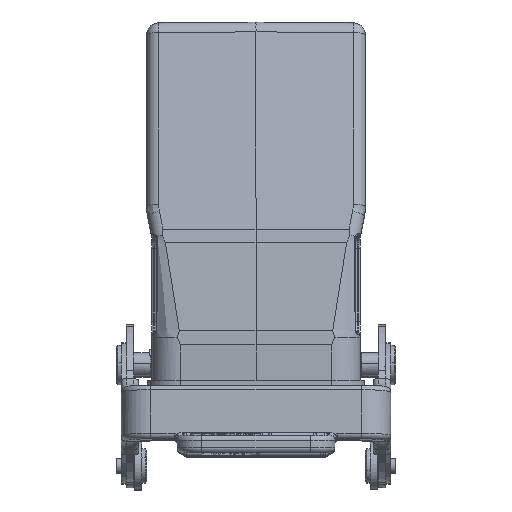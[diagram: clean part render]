
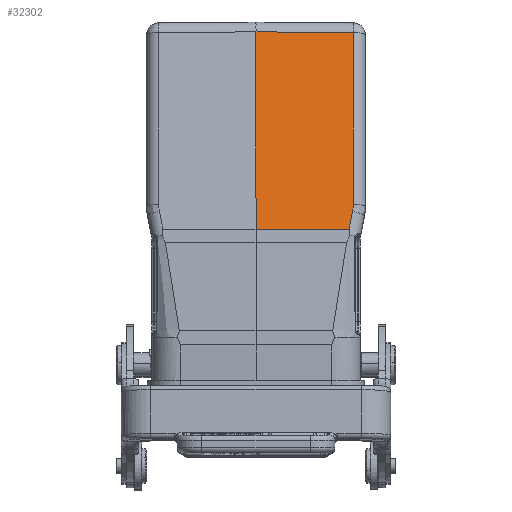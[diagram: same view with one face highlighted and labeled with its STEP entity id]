
A CAD part, top view. The second image highlights one B-rep face of the part: STEP entity #32302.
In plain terms, the highlighted planar face has unit normal (0.009, 0.19, 0.982).
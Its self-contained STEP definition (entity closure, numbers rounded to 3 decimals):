
#898=DIRECTION('',(0.,0.982,-0.19));
#899=VECTOR('',#898,35.988);
#900=CARTESIAN_POINT('',(20.022,-16.12,56.573));
#901=LINE('',#900,#899);
#931=DIRECTION('',(0.,0.982,-0.19));
#932=VECTOR('',#931,41.382);
#933=CARTESIAN_POINT('',(0.,-21.241,57.74));
#934=LINE('',#933,#932);
#935=DIRECTION('',(1.,-0.009,-0.007));
#936=VECTOR('',#935,20.023);
#937=CARTESIAN_POINT('',(0.,19.39,49.891));
#938=LINE('',#937,#936);
#939=CARTESIAN_POINT('',(20.022,-16.12,56.573));
#940=CARTESIAN_POINT('',(20.022,-16.614,56.669));
#941=CARTESIAN_POINT('',(19.973,-17.107,56.764));
#942=CARTESIAN_POINT('',(19.876,-17.591,56.859));
#944=DIRECTION('',(-0.193,-0.963,0.188));
#945=VECTOR('',#944,3.79);
#946=CARTESIAN_POINT('',(19.876,-17.591,56.859));
#947=LINE('',#946,#945);
#948=DIRECTION('',(-1.,0.,0.009));
#949=VECTOR('',#948,19.147);
#950=CARTESIAN_POINT('',(19.146,-21.241,57.57));
#951=LINE('',#950,#949);
#27023=CARTESIAN_POINT('',(19.876,-17.591,
56.859));
#27024=CARTESIAN_POINT('',(19.146,-21.241,
57.57));
#27025=VERTEX_POINT('',#27023);
#27026=VERTEX_POINT('',#27024);
#27030=CARTESIAN_POINT('',(0.,-21.241,
57.74));
#27031=CARTESIAN_POINT('',(0.,19.39,
49.891));
#27032=VERTEX_POINT('',#27030);
#27033=VERTEX_POINT('',#27031);
#27034=CARTESIAN_POINT('',(20.022,19.215,49.747));
#27035=VERTEX_POINT('',#27034);
#27036=CARTESIAN_POINT('',(20.022,-16.12,
56.573));
#27037=VERTEX_POINT('',#27036);
#32287=CARTESIAN_POINT('',(10.011,-0.942,
53.73));
#32288=DIRECTION('',(0.009,0.19,0.982));
#32289=DIRECTION('',(0.,-0.982,0.19));
#32290=AXIS2_PLACEMENT_3D('',#32287,#32288,#32289);
#32291=PLANE('',#32290);
#32293=ORIENTED_EDGE('',*,*,#32292,.T.);
#32294=ORIENTED_EDGE('',*,*,#32207,.T.);
#32295=ORIENTED_EDGE('',*,*,#32234,.F.);
#32296=ORIENTED_EDGE('',*,*,#32261,.T.);
#32297=ORIENTED_EDGE('',*,*,#32271,.T.);
#32299=ORIENTED_EDGE('',*,*,#32298,.T.);
#32300=EDGE_LOOP('',(#32293,#32294,#32295,#32296,#32297,#32299));
#32301=FACE_OUTER_BOUND('',#32300,.F.);
#943=B_SPLINE_CURVE_WITH_KNOTS('',3,(#939,#940,#941,#942),.UNSPECIFIED.,.F.,.F.,
(4,4),(0.,1.),.UNSPECIFIED.);
#32207=EDGE_CURVE('',#27033,#27035,#938,.T.);
#32234=EDGE_CURVE('',#27037,#27035,#901,.T.);
#32261=EDGE_CURVE('',#27037,#27025,#943,.T.);
#32271=EDGE_CURVE('',#27025,#27026,#947,.T.);
#32292=EDGE_CURVE('',#27032,#27033,#934,.T.);
#32298=EDGE_CURVE('',#27026,#27032,#951,.T.);
#32302=ADVANCED_FACE('',(#32301),#32291,.T.);
